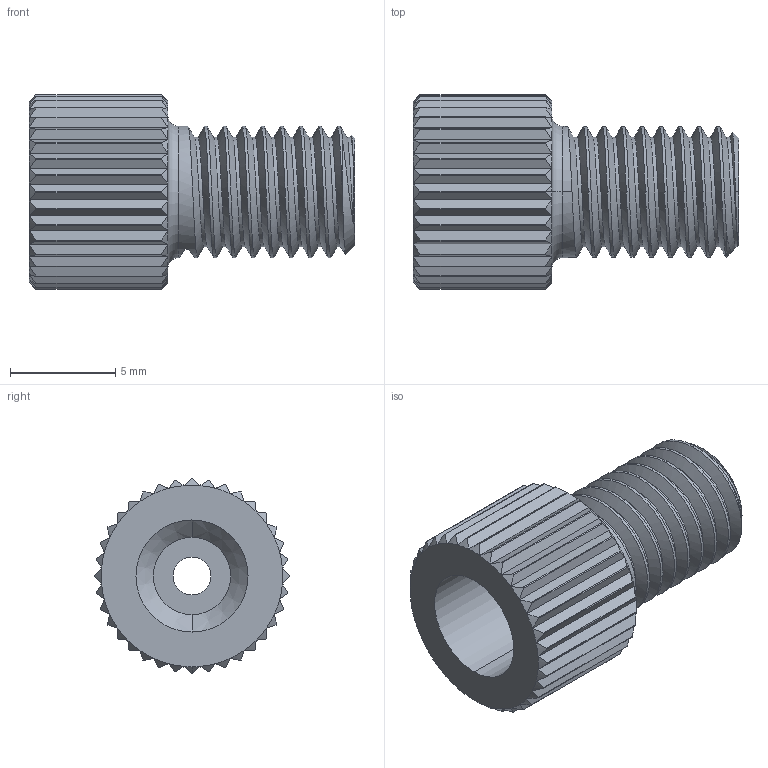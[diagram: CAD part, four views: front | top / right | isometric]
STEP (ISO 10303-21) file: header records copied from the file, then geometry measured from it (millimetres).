
FILE_DESCRIPTION (( 'STEP AP214' ), '1' );
FILE_NAME ('P-235.STEP', '2015-12-04T17:36:29', ( '' ), ( '' ), 'SwSTEP 2.0', 'SolidWorks 2014', '' );
FILE_SCHEMA (( 'AUTOMOTIVE_DESIGN' ));
Length unit declared in the file: inch
Products named in the file (1): P-235
Bounding box: 15.49 x 9.27 x 9.27 mm (x, y, z)
Volume: 484.5 mm3; surface area: 744.3 mm2
Topology: 1 solids, 1 shells, 225 faces, 508 edges, 287 vertices
Faces by surface type: cone 82, plane 79, cylinder 59, bspline 3, torus 2
Entity records: 7786 total; most frequent: CARTESIAN_POINT 3079, ORIENTED_EDGE 1016, DIRECTION 937, EDGE_CURVE 508, AXIS2_PLACEMENT_3D 395, VERTEX_POINT 287, EDGE_LOOP 229, FACE_OUTER_BOUND 225
